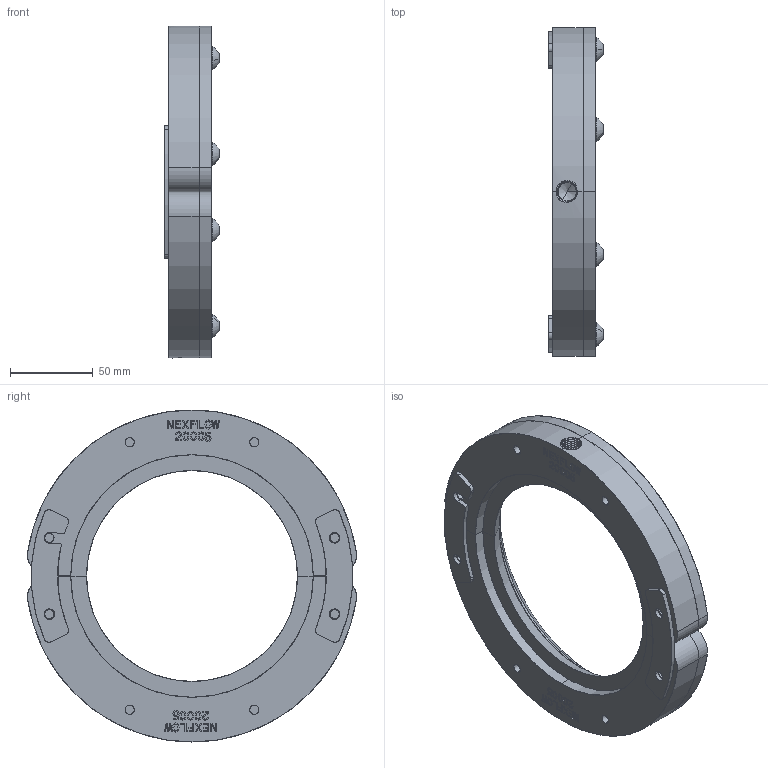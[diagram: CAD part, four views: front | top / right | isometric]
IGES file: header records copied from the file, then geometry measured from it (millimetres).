
Start section: SolidWorks IGES file using analytic representation for surfaces
Global section: file name: 20005.IGS; native system: SolidWorks 2016; preprocessor: SolidWorks 2016; author: CRMJ; date: 230425.161839; units: millimetre
Bounding box: 33.27 x 198.13 x 200 mm (x, y, z)
Surface area: 109758.5 mm2 (no closed solid volume)
Topology: 0 solids, 0 shells, 1032 faces, 8702 edges, 8696 vertices
Faces by surface type: bspline 832, revolution 200
